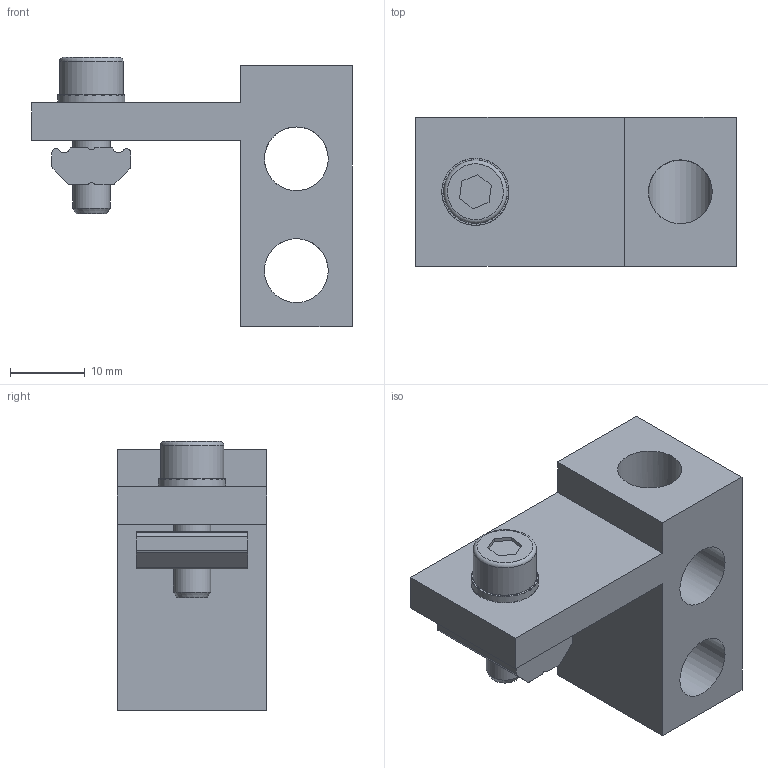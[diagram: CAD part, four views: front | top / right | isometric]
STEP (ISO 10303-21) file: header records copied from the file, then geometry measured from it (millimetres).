
FILE_DESCRIPTION(('STEP AP214'),'1');
FILE_NAME('CA.VTB.JU.141818.stp','2016-09-05T14:18:47',(' '),(' '),'Spatial InterOp 3D',' ',' ');
FILE_SCHEMA(('automotive_design'));
Length unit declared in the file: millimetre
Products named in the file (5): R.5.SCH; CA.GWP.5U; V-tcei M  5 x 16; VTB.JU.141818
Assembly tree (4 placements, depth 2):
  (unnamed)
    R.5.SCH
    CA.GWP.5U
    V-tcei M  5 x 16
    VTB.JU.141818
Bounding box: 43 x 20 x 36.1 mm (x, y, z)
Volume: 11129.6 mm3; surface area: 6780.1 mm2
Topology: 3 solids, 4 shells, 250 faces, 731 edges, 483 vertices
Faces by surface type: plane 224, cylinder 23, torus 2, cone 1
Full cylindrical faces by diameter (mm): 4.2 x1, 5 x1, 5.2 x1, 5.3 x1, 8.5 x1, 8.566 x5, 9 x1
Entity records: 10376 total; most frequent: CARTESIAN_POINT 1497, DIRECTION 1448, ORIENTED_EDGE 1420, EDGE_CURVE 710, AXIS2_PLACEMENT_3D 489, VERTEX_POINT 478, LINE 470, VECTOR 470
